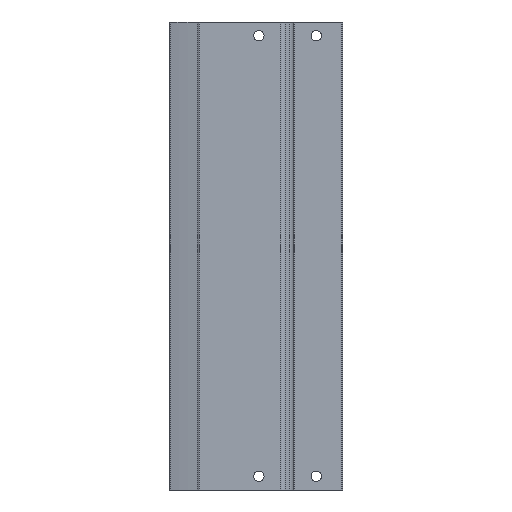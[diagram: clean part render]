
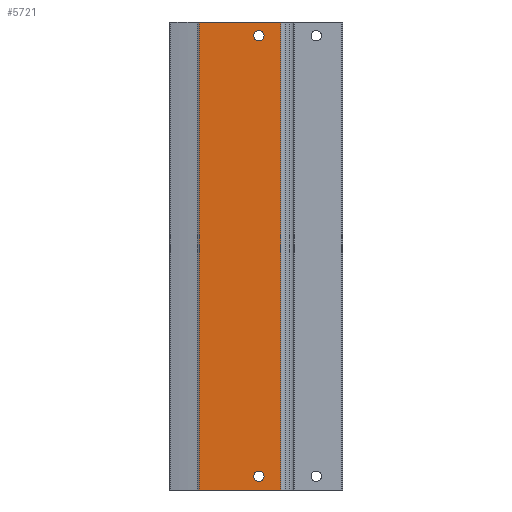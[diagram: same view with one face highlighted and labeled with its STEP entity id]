
A CAD part, front view. The second image highlights one B-rep face of the part: STEP entity #5721.
In plain terms, the highlighted planar face has unit normal (0, -1, 0).
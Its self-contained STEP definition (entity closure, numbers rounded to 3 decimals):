
#289=PLANE('',#6187);
#476=CIRCLE('',#6188,2.25);
#477=CIRCLE('',#6189,2.25);
#897=ORIENTED_EDGE('',*,*,#2353,.F.);
#898=ORIENTED_EDGE('',*,*,#2354,.F.);
#899=ORIENTED_EDGE('',*,*,#2355,.F.);
#900=ORIENTED_EDGE('',*,*,#2352,.F.);
#901=ORIENTED_EDGE('',*,*,#2356,.T.);
#902=ORIENTED_EDGE('',*,*,#2357,.T.);
#2352=EDGE_CURVE('',#3077,#3076,#3613,.T.);
#2353=EDGE_CURVE('',#3078,#3078,#476,.T.);
#2354=EDGE_CURVE('',#3079,#3079,#477,.T.);
#2355=EDGE_CURVE('',#3076,#3080,#3614,.T.);
#2356=EDGE_CURVE('',#3077,#3081,#3615,.T.);
#2357=EDGE_CURVE('',#3081,#3080,#3616,.T.);
#3076=VERTEX_POINT('',#9174);
#3077=VERTEX_POINT('',#9176);
#3078=VERTEX_POINT('',#9180);
#3079=VERTEX_POINT('',#9182);
#3080=VERTEX_POINT('',#9184);
#3081=VERTEX_POINT('',#9186);
#3613=LINE('',#9177,#3981);
#3614=LINE('',#9183,#3982);
#3615=LINE('',#9185,#3983);
#3616=LINE('',#9187,#3984);
#3981=VECTOR('',#6976,1000.);
#3982=VECTOR('',#6983,1000.);
#3983=VECTOR('',#6984,1000.);
#3984=VECTOR('',#6985,1000.);
#4359=EDGE_LOOP('',(#897));
#4360=EDGE_LOOP('',(#898));
#4361=EDGE_LOOP('',(#899,#900,#901,#902));
#4985=FACE_BOUND('',#4359,.T.);
#4986=FACE_BOUND('',#4360,.T.);
#4987=FACE_BOUND('',#4361,.T.);
#5721=ADVANCED_FACE('',(#4985,#4986,#4987),#289,.T.);
#6187=AXIS2_PLACEMENT_3D('',#9178,#6977,#6978);
#6188=AXIS2_PLACEMENT_3D('',#9179,#6979,#6980);
#6189=AXIS2_PLACEMENT_3D('',#9181,#6981,#6982);
#6976=DIRECTION('',(0.,0.,1.));
#6977=DIRECTION('',(0.,-1.,0.));
#6978=DIRECTION('',(0.,0.,-1.));
#6979=DIRECTION('',(0.,-1.,0.));
#6980=DIRECTION('',(0.,0.,-1.));
#6981=DIRECTION('',(0.,-1.,0.));
#6982=DIRECTION('',(0.,0.,-1.));
#6983=DIRECTION('',(1.,0.,0.));
#6984=DIRECTION('',(1.,0.,0.));
#6985=DIRECTION('',(0.,0.,1.));
#9174=CARTESIAN_POINT('',(-38.5,0.,0.));
#9176=CARTESIAN_POINT('',(-38.5,0.,-204.));
#9177=CARTESIAN_POINT('',(-38.5,0.,-204.));
#9178=CARTESIAN_POINT('',(-38.5,0.,-204.));
#9179=CARTESIAN_POINT('',(-12.5,0.,-198.));
#9180=CARTESIAN_POINT('',(-12.5,0.,-200.25));
#9181=CARTESIAN_POINT('',(-12.5,0.,-6.));
#9182=CARTESIAN_POINT('',(-12.5,0.,-8.25));
#9183=CARTESIAN_POINT('',(-38.5,0.,0.));
#9184=CARTESIAN_POINT('',(-3.,0.,0.));
#9185=CARTESIAN_POINT('',(-38.5,0.,-204.));
#9186=CARTESIAN_POINT('',(-3.,0.,-204.));
#9187=CARTESIAN_POINT('',(-3.,0.,-204.));
